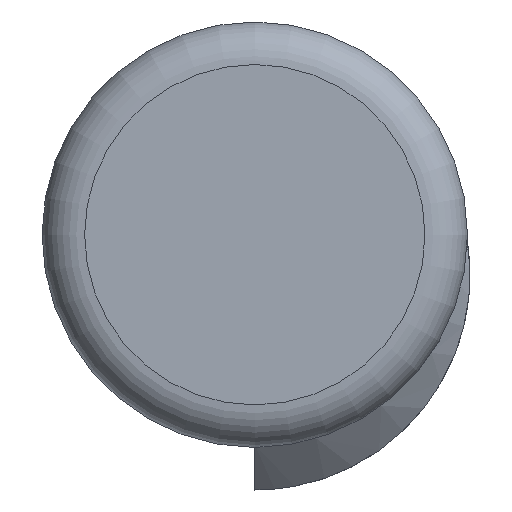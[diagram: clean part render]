
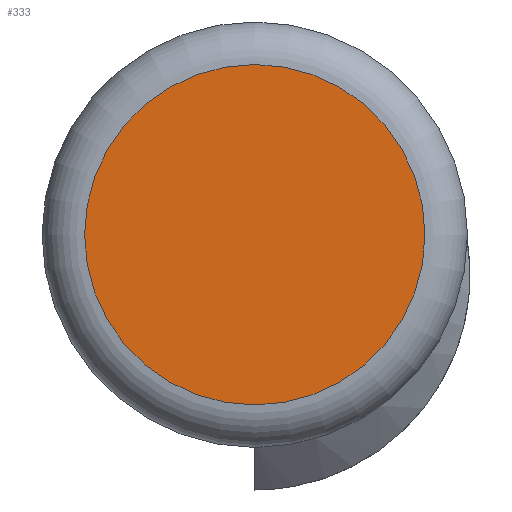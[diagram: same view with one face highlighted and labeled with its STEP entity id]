
A CAD part, left-side view. The second image highlights one B-rep face of the part: STEP entity #333.
In plain terms, the highlighted planar face has unit normal (-1, 0, 0).
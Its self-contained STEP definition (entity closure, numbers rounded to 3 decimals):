
#28 = CARTESIAN_POINT ( 'NONE',  ( 0., 0., 0. ) ) ;
#53 = CIRCLE ( 'NONE', #103, 4. ) ;
#54 = EDGE_LOOP ( 'NONE', ( #290 ) ) ;
#89 = CARTESIAN_POINT ( 'NONE',  ( 0., 0., 0. ) ) ;
#90 = PLANE ( 'NONE',  #230 ) ;
#103 = AXIS2_PLACEMENT_3D ( 'NONE', #28, #151, #212 ) ;
#115 = FACE_OUTER_BOUND ( 'NONE', #54, .T. ) ;
#142 = VERTEX_POINT ( 'NONE', #328 ) ;
#151 = DIRECTION ( 'NONE',  ( -1., 0., 0. ) ) ;
#163 = EDGE_CURVE ( 'NONE', #142, #142, #53, .T. ) ;
#212 = DIRECTION ( 'NONE',  ( 0., 0., 1. ) ) ;
#230 = AXIS2_PLACEMENT_3D ( 'NONE', #89, #307, #308 ) ;
#290 = ORIENTED_EDGE ( 'NONE', *, *, #163, .T. ) ;
#307 = DIRECTION ( 'NONE',  ( 1., 0., 0. ) ) ;
#308 = DIRECTION ( 'NONE',  ( 0., 0., -1. ) ) ;
#328 = CARTESIAN_POINT ( 'NONE',  ( 0., 0., 4. ) ) ;
#333 = ADVANCED_FACE ( 'NONE', ( #115 ), #90, .F. ) ;
